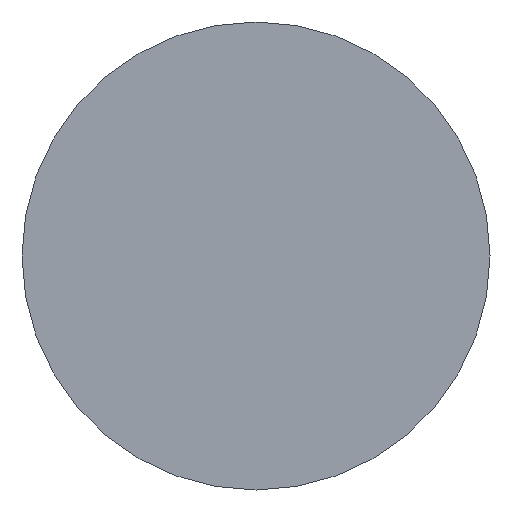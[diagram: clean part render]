
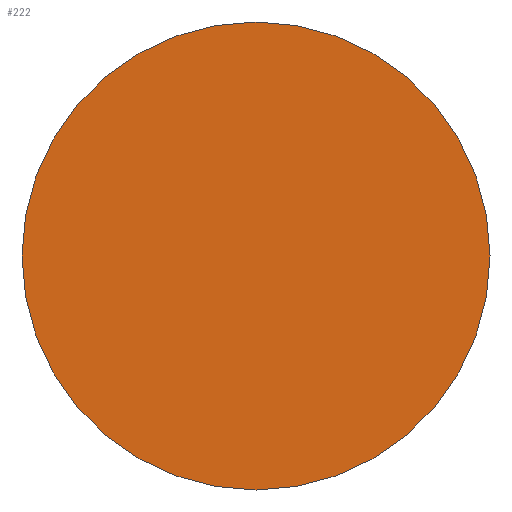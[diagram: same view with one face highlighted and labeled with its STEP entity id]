
A CAD part, left-side view. The second image highlights one B-rep face of the part: STEP entity #222.
In plain terms, the highlighted planar face has unit normal (-1, 0, 0).
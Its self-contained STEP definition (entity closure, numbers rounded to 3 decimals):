
#1=CARTESIAN_POINT('',(0.,0.,0.));
#2=DIRECTION('',(1.,0.,0.));
#3=DIRECTION('',(0.,0.,-1.));
#4=AXIS2_PLACEMENT_3D('',#1,#2,#3);
#6=CARTESIAN_POINT('',(0.,0.,0.));
#7=DIRECTION('',(1.,0.,0.));
#8=DIRECTION('',(0.,0.,1.));
#9=AXIS2_PLACEMENT_3D('',#6,#7,#8);
#177=CARTESIAN_POINT('',(0.,0.,-26.5));
#178=CARTESIAN_POINT('',(0.,0.,26.5));
#179=VERTEX_POINT('',#177);
#180=VERTEX_POINT('',#178);
#211=CARTESIAN_POINT('',(0.,0.,0.));
#212=DIRECTION('',(1.,0.,0.));
#213=DIRECTION('',(0.,0.,-1.));
#214=AXIS2_PLACEMENT_3D('',#211,#212,#213);
#215=PLANE('',#214);
#217=ORIENTED_EDGE('',*,*,#216,.T.);
#219=ORIENTED_EDGE('',*,*,#218,.T.);
#220=EDGE_LOOP('',(#217,#219));
#221=FACE_OUTER_BOUND('',#220,.F.);
#222=ADVANCED_FACE('',(#221),#215,.F.);
#5=CIRCLE('',#4,26.5);
#10=CIRCLE('',#9,26.5);
#216=EDGE_CURVE('',#179,#180,#5,.T.);
#218=EDGE_CURVE('',#180,#179,#10,.T.);
